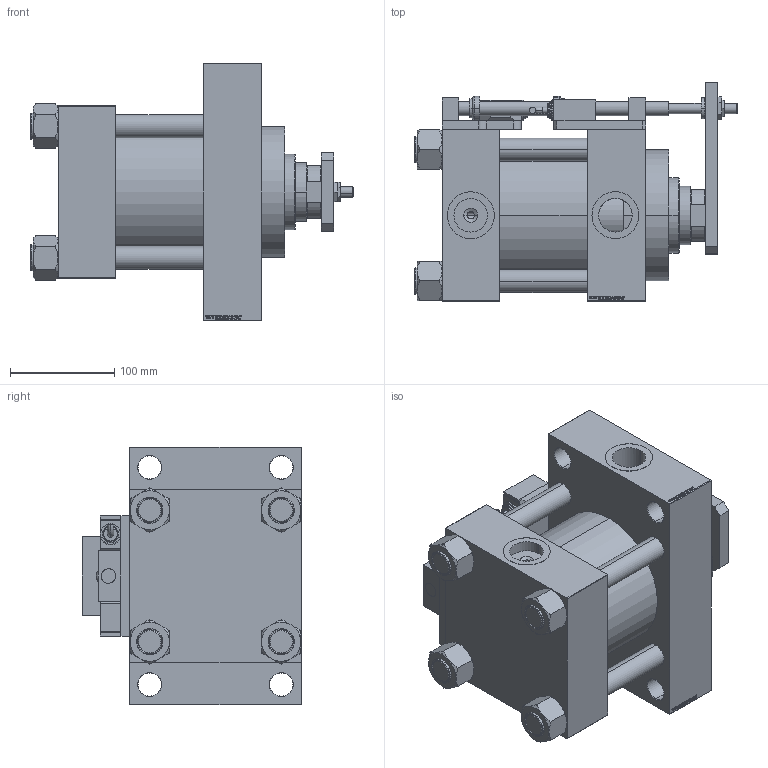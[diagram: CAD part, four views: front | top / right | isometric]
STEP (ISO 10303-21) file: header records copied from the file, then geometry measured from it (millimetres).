
FILE_DESCRIPTION (( 'STEP AP203' ), '1' );
FILE_NAME ('d827.STEP', '2025-07-17T16:01:30', ( '' ), ( '' ), 'SwSTEP 2.0', 'SolidWorks 2019', '' );
FILE_SCHEMA (( 'CONFIG_CONTROL_DESIGN' ));
Length unit declared in the file: millimetre
Products named in the file (16): V215CD_D_TYCINKA bc39dcb6d2669dbff8fdd0a2f43d0818; V215CD_SWITCH_Q_DIMA bc39dcb6d2669dbff8fdd0a2f43d0818; V215CD_SWITCH_Q_NUT10 bc39dcb6d2669dbff8fdd0a2f43d0818; V215CD_SWITCH_Q_MAGNET bc39dcb6d2669dbff8fdd0a2f43d0818; V215CD_VC_A bc39dcb6d2669dbff8fdd0a2f43d0818; V215CD_SWITCH_Q_NUT bc39dcb6d2669dbff8fdd0a2f43d0818; V215CD_SWITCH_Q_SWITCH bc39dcb6d2669dbff8fdd0a2f43d0818; d827; V215CD_SWITCH_Q_ZARAZKA bc39dcb6d2669dbff8fdd0a2f43d0818; V215CD_SWITCH_Q_PODLOZKA_FRONT bc39dcb6d2669dbff8fdd0a2f43d0818; V215CD_SWITCH_Q_PODLOZKA_BACK bc39dcb6d2669dbff8fdd0a2f43d0818; V215CD_VCP_D bc39dcb6d2669dbff8fdd0a2f43d0818; V215CD_NUT_M5_D bc39dcb6d2669dbff8fdd0a2f43d0818; V215CD_SWITCH_Q_BLOK bc39dcb6d2669dbff8fdd0a2f43d0818; V215CD_D_Body bc39dcb6d2669dbff8fdd0a2f43d0818; V215CD_SWITCH_Q_TYC bc39dcb6d2669dbff8fdd0a2f43d0818
Assembly tree (24 placements, depth 2):
  d827
    V215CD_D_Body bc39dcb6d2669dbff8fdd0a2f43d0818
    V215CD_VC_A bc39dcb6d2669dbff8fdd0a2f43d0818
    V215CD_VCP_D bc39dcb6d2669dbff8fdd0a2f43d0818
    V215CD_D_TYCINKA bc39dcb6d2669dbff8fdd0a2f43d0818  x4
    V215CD_NUT_M5_D bc39dcb6d2669dbff8fdd0a2f43d0818  x4
    V215CD_SWITCH_Q_BLOK bc39dcb6d2669dbff8fdd0a2f43d0818  x2
    V215CD_SWITCH_Q_DIMA bc39dcb6d2669dbff8fdd0a2f43d0818
    V215CD_SWITCH_Q_MAGNET bc39dcb6d2669dbff8fdd0a2f43d0818  x2
    V215CD_SWITCH_Q_NUT bc39dcb6d2669dbff8fdd0a2f43d0818
    V215CD_SWITCH_Q_NUT10 bc39dcb6d2669dbff8fdd0a2f43d0818
    V215CD_SWITCH_Q_PODLOZKA_BACK bc39dcb6d2669dbff8fdd0a2f43d0818
    V215CD_SWITCH_Q_PODLOZKA_FRONT bc39dcb6d2669dbff8fdd0a2f43d0818
    V215CD_SWITCH_Q_SWITCH bc39dcb6d2669dbff8fdd0a2f43d0818  x2
    V215CD_SWITCH_Q_TYC bc39dcb6d2669dbff8fdd0a2f43d0818
    V215CD_SWITCH_Q_ZARAZKA bc39dcb6d2669dbff8fdd0a2f43d0818
Bounding box: 308.5 x 210 x 247 mm (x, y, z)
Volume: 5296978.4 mm3; surface area: 640289.8 mm2
Topology: 24 solids, 24 shells, 1376 faces, 3421 edges, 2220 vertices
Faces by surface type: plane 665, bspline 368, cylinder 154, cone 153, torus 36
Entity records: 53366 total; most frequent: CARTESIAN_POINT 26081, ORIENTED_EDGE 5782, DIRECTION 4066, EDGE_CURVE 2891, VERTEX_POINT 1894, VECTOR 1732, LINE 1732, EDGE_LOOP 1305
